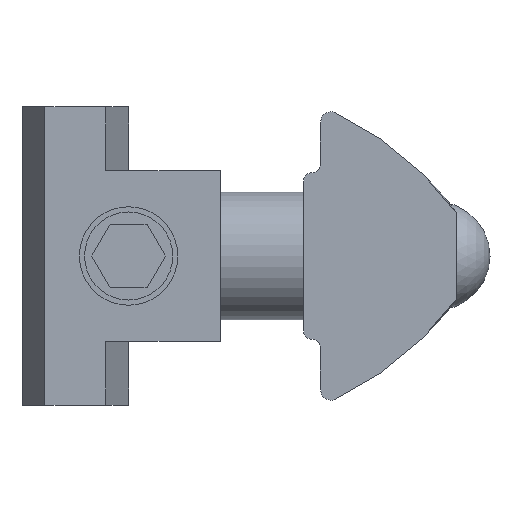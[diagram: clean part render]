
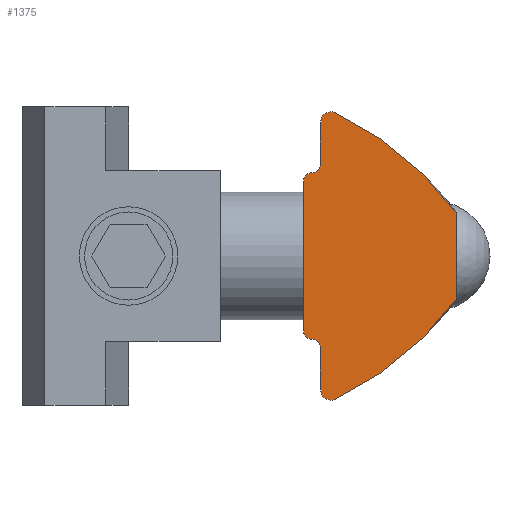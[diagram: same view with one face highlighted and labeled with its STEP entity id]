
A CAD part, left-side view. The second image highlights one B-rep face of the part: STEP entity #1375.
In plain terms, the highlighted planar face has unit normal (-1, 0, 0).
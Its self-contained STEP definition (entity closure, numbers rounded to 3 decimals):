
#197=LINE('',#2512,#319);
#198=LINE('',#2516,#320);
#204=LINE('',#2535,#326);
#209=LINE('',#2553,#331);
#319=VECTOR('',#1954,1000.);
#320=VECTOR('',#1957,1000.);
#326=VECTOR('',#1979,1000.);
#331=VECTOR('',#1998,1000.);
#406=FACE_OUTER_BOUND('',#485,.T.);
#485=EDGE_LOOP('',(#1229,#1230,#1231,#1232,#1233,#1234,#1235,#1236,#1237,
#1238,#1239,#1240));
#526=CIRCLE('',#1600,15.);
#527=CIRCLE('',#1602,15.);
#531=CIRCLE('',#1610,0.5);
#533=CIRCLE('',#1614,0.5);
#535=CIRCLE('',#1618,0.4);
#537=CIRCLE('',#1621,0.4);
#540=CIRCLE('',#1626,0.4);
#542=CIRCLE('',#1629,0.4);
#646=VERTEX_POINT('',#2455);
#647=VERTEX_POINT('',#2457);
#653=VERTEX_POINT('',#2499);
#654=VERTEX_POINT('',#2501);
#657=VERTEX_POINT('',#2514);
#658=VERTEX_POINT('',#2515);
#661=VERTEX_POINT('',#2528);
#663=VERTEX_POINT('',#2534);
#665=VERTEX_POINT('',#2540);
#667=VERTEX_POINT('',#2546);
#669=VERTEX_POINT('',#2552);
#672=VERTEX_POINT('',#2560);
#823=EDGE_CURVE('',#646,#647,#526,.T.);
#831=EDGE_CURVE('',#653,#654,#527,.T.);
#837=EDGE_CURVE('',#647,#653,#197,.T.);
#838=EDGE_CURVE('',#657,#658,#198,.T.);
#842=EDGE_CURVE('',#658,#646,#531,.T.);
#845=EDGE_CURVE('',#654,#661,#533,.T.);
#848=EDGE_CURVE('',#661,#663,#204,.T.);
#851=EDGE_CURVE('',#665,#663,#535,.T.);
#854=EDGE_CURVE('',#665,#667,#537,.T.);
#857=EDGE_CURVE('',#667,#669,#209,.T.);
#861=EDGE_CURVE('',#669,#672,#540,.T.);
#864=EDGE_CURVE('',#657,#672,#542,.T.);
#1229=ORIENTED_EDGE('',*,*,#838,.F.);
#1230=ORIENTED_EDGE('',*,*,#864,.T.);
#1231=ORIENTED_EDGE('',*,*,#861,.F.);
#1232=ORIENTED_EDGE('',*,*,#857,.F.);
#1233=ORIENTED_EDGE('',*,*,#854,.F.);
#1234=ORIENTED_EDGE('',*,*,#851,.T.);
#1235=ORIENTED_EDGE('',*,*,#848,.F.);
#1236=ORIENTED_EDGE('',*,*,#845,.F.);
#1237=ORIENTED_EDGE('',*,*,#831,.F.);
#1238=ORIENTED_EDGE('',*,*,#837,.F.);
#1239=ORIENTED_EDGE('',*,*,#823,.F.);
#1240=ORIENTED_EDGE('',*,*,#842,.F.);
#1306=PLANE('',#1632);
#1375=ADVANCED_FACE('',(#406),#1306,.F.);
#1600=AXIS2_PLACEMENT_3D('',#2458,#1932,#1933);
#1602=AXIS2_PLACEMENT_3D('',#2502,#1940,#1941);
#1610=AXIS2_PLACEMENT_3D('',#2523,#1963,#1964);
#1614=AXIS2_PLACEMENT_3D('',#2529,#1972,#1973);
#1618=AXIS2_PLACEMENT_3D('',#2541,#1984,#1985);
#1621=AXIS2_PLACEMENT_3D('',#2547,#1991,#1992);
#1626=AXIS2_PLACEMENT_3D('',#2561,#2005,#2006);
#1629=AXIS2_PLACEMENT_3D('',#2566,#2012,#2013);
#1632=AXIS2_PLACEMENT_3D('',#2569,#2018,#2019);
#1932=DIRECTION('center_axis',(1.,0.,0.));
#1933=DIRECTION('ref_axis',(0.,0.,-1.));
#1940=DIRECTION('center_axis',(1.,0.,0.));
#1941=DIRECTION('ref_axis',(0.,0.,-1.));
#1954=DIRECTION('',(0.,0.,-1.));
#1957=DIRECTION('',(0.,0.,1.));
#1963=DIRECTION('center_axis',(1.,0.,0.));
#1964=DIRECTION('ref_axis',(0.,0.,-1.));
#1972=DIRECTION('center_axis',(1.,0.,0.));
#1973=DIRECTION('ref_axis',(0.,0.,-1.));
#1979=DIRECTION('',(0.,0.,1.));
#1984=DIRECTION('center_axis',(1.,0.,0.));
#1985=DIRECTION('ref_axis',(0.,0.,-1.));
#1991=DIRECTION('center_axis',(1.,0.,0.));
#1992=DIRECTION('ref_axis',(0.,0.,-1.));
#1998=DIRECTION('',(0.,0.,1.));
#2005=DIRECTION('center_axis',(1.,0.,0.));
#2006=DIRECTION('ref_axis',(0.,0.,-1.));
#2012=DIRECTION('center_axis',(1.,0.,0.));
#2013=DIRECTION('ref_axis',(0.,0.,-1.));
#2018=DIRECTION('center_axis',(1.,0.,0.));
#2019=DIRECTION('ref_axis',(0.,0.,-1.));
#2455=CARTESIAN_POINT('',(-11.,-1.438,6.741));
#2457=CARTESIAN_POINT('',(-11.,-7.2,2.001));
#2458=CARTESIAN_POINT('Origin',(-11.,4.91,-6.85));
#2499=CARTESIAN_POINT('',(-11.,-7.2,-2.001));
#2501=CARTESIAN_POINT('',(-11.,-1.438,-6.741));
#2502=CARTESIAN_POINT('Origin',(-11.,4.91,6.85));
#2512=CARTESIAN_POINT('',(-11.,-7.2,2.001));
#2514=CARTESIAN_POINT('',(-11.,-0.8,4.3));
#2515=CARTESIAN_POINT('',(-11.,-0.8,6.25));
#2516=CARTESIAN_POINT('',(-11.,-0.8,4.3));
#2523=CARTESIAN_POINT('Origin',(-11.,-1.3,6.26));
#2528=CARTESIAN_POINT('',(-11.,-0.8,-6.25));
#2529=CARTESIAN_POINT('Origin',(-11.,-1.3,-6.26));
#2534=CARTESIAN_POINT('',(-11.,-0.8,-4.3));
#2535=CARTESIAN_POINT('',(-11.,-0.8,-6.25));
#2540=CARTESIAN_POINT('',(-11.,-0.4,-3.9));
#2541=CARTESIAN_POINT('Origin',(-11.,-0.4,-4.3));
#2546=CARTESIAN_POINT('',(-11.,0.,-3.5));
#2547=CARTESIAN_POINT('Origin',(-11.,-0.4,-3.5));
#2552=CARTESIAN_POINT('',(-11.,0.,3.5));
#2553=CARTESIAN_POINT('',(-11.,0.,-3.5));
#2560=CARTESIAN_POINT('',(-11.,-0.4,3.9));
#2561=CARTESIAN_POINT('Origin',(-11.,-0.4,3.5));
#2566=CARTESIAN_POINT('Origin',(-11.,-0.4,4.3));
#2569=CARTESIAN_POINT('Origin',(-11.,-1.3,6.26));
